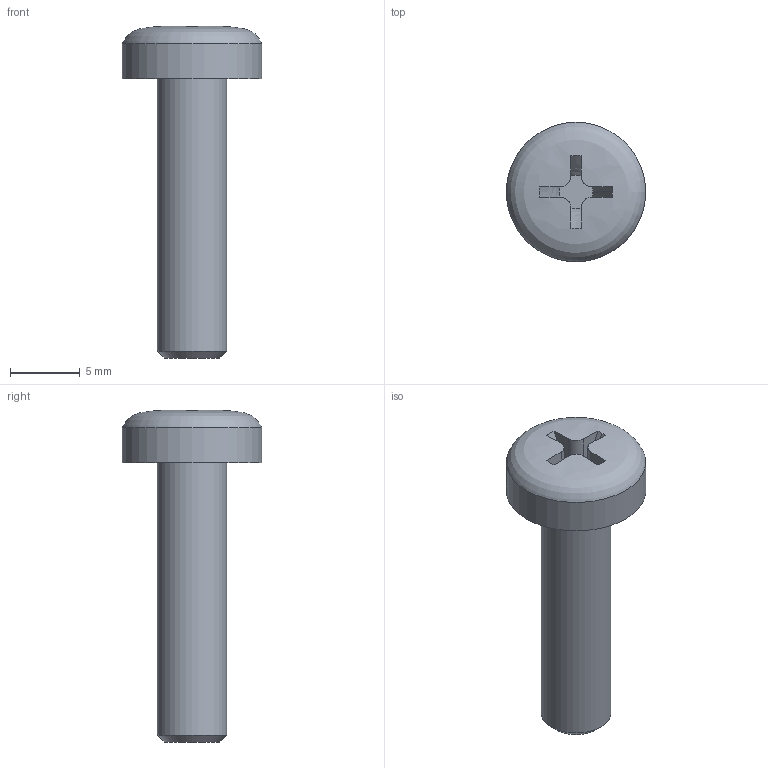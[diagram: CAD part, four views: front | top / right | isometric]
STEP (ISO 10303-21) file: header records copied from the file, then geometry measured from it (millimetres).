
FILE_DESCRIPTION(('FreeCAD Model'),'2;1');
FILE_NAME('cross_recessed_phillips_pan_head_M5x20.step','2020-02-17T20:07:12',('Author'),(''), 'Open CASCADE STEP processor 7.3','FreeCAD','Unknown');
FILE_SCHEMA(('AUTOMOTIVE_DESIGN { 1 0 10303 214 1 1 1 1 }'));
Length unit declared in the file: millimetre
Products named in the file (1): VITE_TESTA_CILINDRICA_PHILLIPS
Bounding box: 10 x 10 x 23.79 mm (x, y, z)
Volume: 647.6 mm3; surface area: 600.3 mm2
Topology: 1 solids, 1 shells, 24 faces, 64 edges, 43 vertices
Faces by surface type: plane 11, cone 6, cylinder 6, revolution 1
Full cylindrical faces by diameter (mm): 5 x1, 10 x1
Entity records: 2559 total; most frequent: CARTESIAN_POINT 1217, DIRECTION 183, ORIENTED_EDGE 128, PCURVE 128, DEFINITIONAL_REPRESENTATION 128, LINE 78, VECTOR 78, B_SPLINE_CURVE_WITH_KNOTS 73
